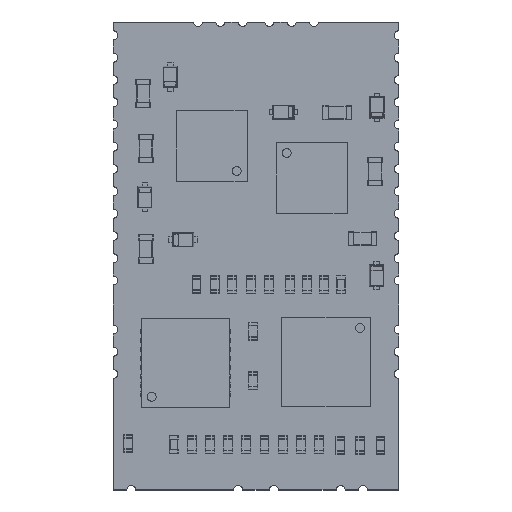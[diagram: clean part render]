
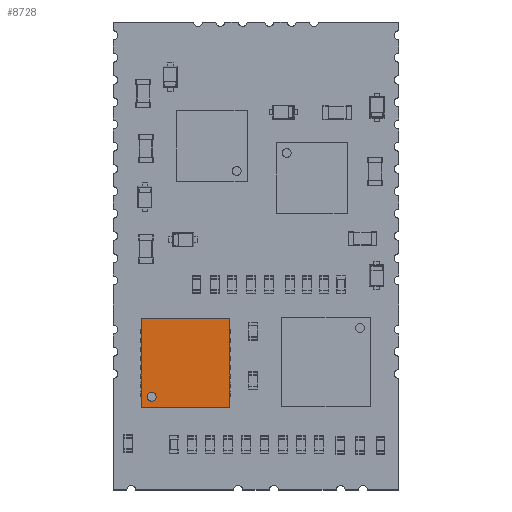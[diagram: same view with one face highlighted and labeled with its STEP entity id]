
A CAD part, top view. The second image highlights one B-rep face of the part: STEP entity #8728.
In plain terms, the highlighted planar face has unit normal (0, 0, 1).
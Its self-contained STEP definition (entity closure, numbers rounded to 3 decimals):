
#4764 = EDGE_CURVE('',#4765,#4767,#4769,.T.);
#4765 = VERTEX_POINT('',#4766);
#4766 = CARTESIAN_POINT('',(-2.488,2.488,0.875));
#4767 = VERTEX_POINT('',#4768);
#4768 = CARTESIAN_POINT('',(2.488,2.488,0.875));
#4769 = LINE('',#4770,#4771);
#4770 = CARTESIAN_POINT('',(-2.488,2.488,0.875));
#4771 = VECTOR('',#4772,1.);
#4772 = DIRECTION('',(1.,0.,0.));
#5765 = EDGE_CURVE('',#4767,#5766,#5768,.T.);
#5766 = VERTEX_POINT('',#5767);
#5767 = CARTESIAN_POINT('',(2.488,-2.488,0.875));
#5768 = LINE('',#5769,#5770);
#5769 = CARTESIAN_POINT('',(2.488,2.488,0.875));
#5770 = VECTOR('',#5771,1.);
#5771 = DIRECTION('',(0.,-1.,0.));
#6755 = EDGE_CURVE('',#6756,#5766,#6758,.T.);
#6756 = VERTEX_POINT('',#6757);
#6757 = CARTESIAN_POINT('',(-2.488,-2.488,0.875));
#6758 = LINE('',#6759,#6760);
#6759 = CARTESIAN_POINT('',(-2.488,-2.488,0.875));
#6760 = VECTOR('',#6761,1.);
#6761 = DIRECTION('',(1.,0.,0.));
#7749 = EDGE_CURVE('',#4765,#6756,#7750,.T.);
#7750 = LINE('',#7751,#7752);
#7751 = CARTESIAN_POINT('',(-2.488,2.488,0.875));
#7752 = VECTOR('',#7753,1.);
#7753 = DIRECTION('',(0.,-1.,0.));
#8728 = ADVANCED_FACE('',(#8729,#8735),#8746,.T.);
#8729 = FACE_BOUND('',#8730,.T.);
#8730 = EDGE_LOOP('',(#8731,#8732,#8733,#8734));
#8731 = ORIENTED_EDGE('',*,*,#4764,.F.);
#8732 = ORIENTED_EDGE('',*,*,#7749,.T.);
#8733 = ORIENTED_EDGE('',*,*,#6755,.T.);
#8734 = ORIENTED_EDGE('',*,*,#5765,.F.);
#8735 = FACE_BOUND('',#8736,.T.);
#8736 = EDGE_LOOP('',(#8737));
#8737 = ORIENTED_EDGE('',*,*,#8738,.T.);
#8738 = EDGE_CURVE('',#8739,#8739,#8741,.T.);
#8739 = VERTEX_POINT('',#8740);
#8740 = CARTESIAN_POINT('',(-1.9,1.65,0.875));
#8741 = CIRCLE('',#8742,0.25);
#8742 = AXIS2_PLACEMENT_3D('',#8743,#8744,#8745);
#8743 = CARTESIAN_POINT('',(-1.9,1.9,0.875));
#8744 = DIRECTION('',(0.,-0.,-1.));
#8745 = DIRECTION('',(0.,-1.,0.));
#8746 = PLANE('',#8747);
#8747 = AXIS2_PLACEMENT_3D('',#8748,#8749,#8750);
#8748 = CARTESIAN_POINT('',(-2.488,2.488,0.875));
#8749 = DIRECTION('',(0.,0.,1.));
#8750 = DIRECTION('',(0.,-1.,0.));
